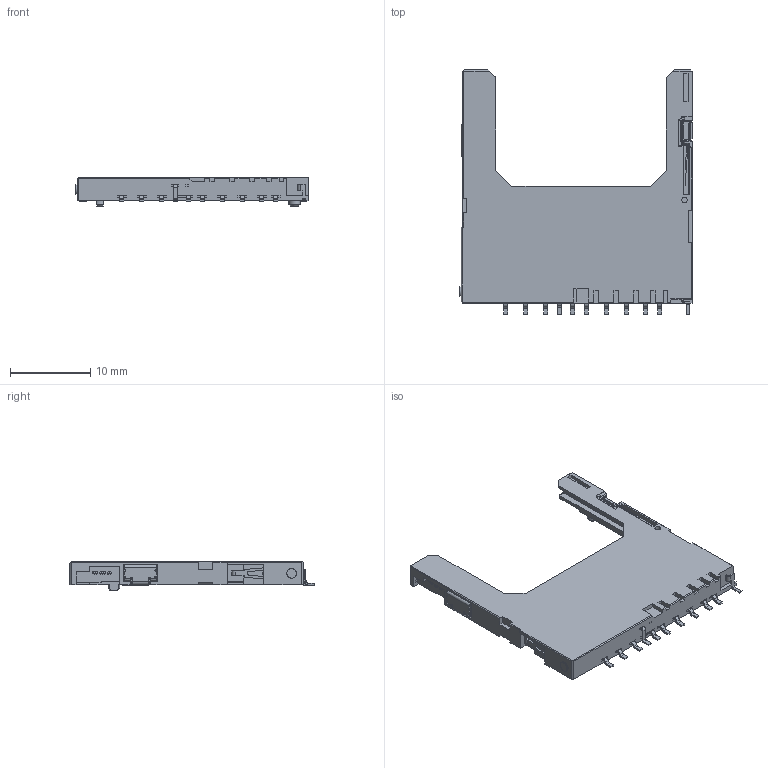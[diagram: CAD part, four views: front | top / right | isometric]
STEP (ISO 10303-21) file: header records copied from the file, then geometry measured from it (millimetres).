
FILE_DESCRIPTION (( 'STEP AP214' ), '1' );
FILE_NAME ('105638009511.STEP', '2015-10-21T08:05:01', ( '' ), ( '' ), 'SwSTEP 2.0', 'SolidWorks 2014', '' );
FILE_SCHEMA (( 'AUTOMOTIVE_DESIGN' ));
Length unit declared in the file: millimetre
Products named in the file (1): 105638009511
Bounding box: 28.88 x 30.4 x 3.55 mm (x, y, z)
Volume: 693.5 mm3; surface area: 1922.8 mm2
Topology: 4 solids, 4 shells, 742 faces, 2142 edges, 1413 vertices
Faces by surface type: plane 587, cylinder 132, bspline 15, cone 8
Entity records: 28723 total; most frequent: CARTESIAN_POINT 9518, ORIENTED_EDGE 4272, DIRECTION 3543, EDGE_CURVE 2136, LINE 1683, VECTOR 1683, VERTEX_POINT 1413, AXIS2_PLACEMENT_3D 930
